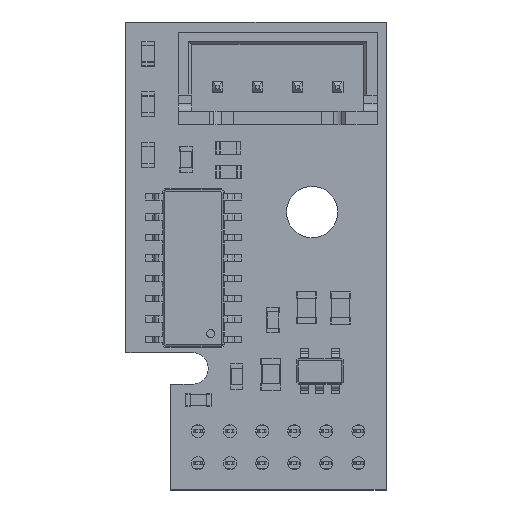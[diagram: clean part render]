
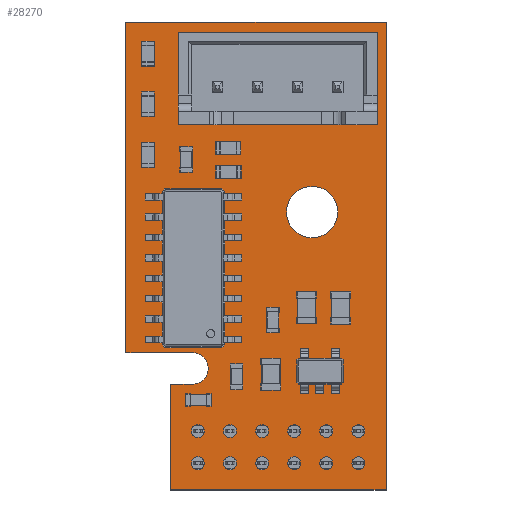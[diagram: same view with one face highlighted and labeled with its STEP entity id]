
A CAD part, top view. The second image highlights one B-rep face of the part: STEP entity #28270.
In plain terms, the highlighted planar face has unit normal (0, 0, 1).
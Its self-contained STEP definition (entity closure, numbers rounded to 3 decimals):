
#27938 = VERTEX_POINT('',#27939);
#27939 = CARTESIAN_POINT('',(41.2,-49.15,1.51));
#27945 = EDGE_CURVE('',#27938,#27946,#27948,.T.);
#27946 = VERTEX_POINT('',#27947);
#27947 = CARTESIAN_POINT('',(27.77,-49.15,1.51));
#27948 = LINE('',#27949,#27950);
#27949 = CARTESIAN_POINT('',(41.2,-49.15,1.51));
#27950 = VECTOR('',#27951,1.);
#27951 = DIRECTION('',(-1.,0.,0.));
#27978 = VERTEX_POINT('',#27979);
#27979 = CARTESIAN_POINT('',(41.2,-20.,1.51));
#27985 = EDGE_CURVE('',#27978,#27938,#27986,.T.);
#27986 = LINE('',#27987,#27988);
#27987 = CARTESIAN_POINT('',(41.2,-20.,1.51));
#27988 = VECTOR('',#27989,1.);
#27989 = DIRECTION('',(0.,-1.,0.));
#28007 = EDGE_CURVE('',#27946,#28008,#28010,.T.);
#28008 = VERTEX_POINT('',#28009);
#28009 = CARTESIAN_POINT('',(27.77,-42.56,1.51));
#28010 = LINE('',#28011,#28012);
#28011 = CARTESIAN_POINT('',(27.77,-49.15,1.51));
#28012 = VECTOR('',#28013,1.);
#28013 = DIRECTION('',(0.,1.,0.));
#28270 = ADVANCED_FACE('',(#28271,#28315,#28326,#28337,#28348,#28359,
    #28370,#28381,#28392,#28403,#28414,#28425,#28436,#28447,#28458,
    #28469,#28480,#28491),#28502,.T.);
#28271 = FACE_BOUND('',#28272,.T.);
#28272 = EDGE_LOOP('',(#28273,#28274,#28275,#28283,#28291,#28299,#28308,
    #28314));
#28273 = ORIENTED_EDGE('',*,*,#27945,.F.);
#28274 = ORIENTED_EDGE('',*,*,#27985,.F.);
#28275 = ORIENTED_EDGE('',*,*,#28276,.F.);
#28276 = EDGE_CURVE('',#28277,#27978,#28279,.T.);
#28277 = VERTEX_POINT('',#28278);
#28278 = CARTESIAN_POINT('',(25.,-20.,1.51));
#28279 = LINE('',#28280,#28281);
#28280 = CARTESIAN_POINT('',(25.,-20.,1.51));
#28281 = VECTOR('',#28282,1.);
#28282 = DIRECTION('',(1.,0.,0.));
#28283 = ORIENTED_EDGE('',*,*,#28284,.F.);
#28284 = EDGE_CURVE('',#28285,#28277,#28287,.T.);
#28285 = VERTEX_POINT('',#28286);
#28286 = CARTESIAN_POINT('',(25.,-40.6,1.51));
#28287 = LINE('',#28288,#28289);
#28288 = CARTESIAN_POINT('',(25.,-40.6,1.51));
#28289 = VECTOR('',#28290,1.);
#28290 = DIRECTION('',(0.,1.,0.));
#28291 = ORIENTED_EDGE('',*,*,#28292,.F.);
#28292 = EDGE_CURVE('',#28293,#28285,#28295,.T.);
#28293 = VERTEX_POINT('',#28294);
#28294 = CARTESIAN_POINT('',(29.14,-40.6,1.51));
#28295 = LINE('',#28296,#28297);
#28296 = CARTESIAN_POINT('',(29.14,-40.6,1.51));
#28297 = VECTOR('',#28298,1.);
#28298 = DIRECTION('',(-1.,0.,0.));
#28299 = ORIENTED_EDGE('',*,*,#28300,.F.);
#28300 = EDGE_CURVE('',#28301,#28293,#28303,.T.);
#28301 = VERTEX_POINT('',#28302);
#28302 = CARTESIAN_POINT('',(29.139,-42.56,1.51));
#28303 = CIRCLE('',#28304,0.98);
#28304 = AXIS2_PLACEMENT_3D('',#28305,#28306,#28307);
#28305 = CARTESIAN_POINT('',(29.139,-41.58,1.51));
#28306 = DIRECTION('',(0.,0.,1.));
#28307 = DIRECTION('',(-0.001,-1.,0.));
#28308 = ORIENTED_EDGE('',*,*,#28309,.F.);
#28309 = EDGE_CURVE('',#28008,#28301,#28310,.T.);
#28310 = LINE('',#28311,#28312);
#28311 = CARTESIAN_POINT('',(27.77,-42.56,1.51));
#28312 = VECTOR('',#28313,1.);
#28313 = DIRECTION('',(1.,0.,0.));
#28314 = ORIENTED_EDGE('',*,*,#28007,.F.);
#28315 = FACE_BOUND('',#28316,.T.);
#28316 = EDGE_LOOP('',(#28317));
#28317 = ORIENTED_EDGE('',*,*,#28318,.T.);
#28318 = EDGE_CURVE('',#28319,#28319,#28321,.T.);
#28319 = VERTEX_POINT('',#28320);
#28320 = CARTESIAN_POINT('',(29.48,-47.88,1.51));
#28321 = CIRCLE('',#28322,0.4);
#28322 = AXIS2_PLACEMENT_3D('',#28323,#28324,#28325);
#28323 = CARTESIAN_POINT('',(29.48,-47.48,1.51));
#28324 = DIRECTION('',(-0.,0.,-1.));
#28325 = DIRECTION('',(0.,-1.,-0.));
#28326 = FACE_BOUND('',#28327,.T.);
#28327 = EDGE_LOOP('',(#28328));
#28328 = ORIENTED_EDGE('',*,*,#28329,.T.);
#28329 = EDGE_CURVE('',#28330,#28330,#28332,.T.);
#28330 = VERTEX_POINT('',#28331);
#28331 = CARTESIAN_POINT('',(29.48,-45.88,1.51));
#28332 = CIRCLE('',#28333,0.4);
#28333 = AXIS2_PLACEMENT_3D('',#28334,#28335,#28336);
#28334 = CARTESIAN_POINT('',(29.48,-45.48,1.51));
#28335 = DIRECTION('',(-0.,0.,-1.));
#28336 = DIRECTION('',(0.,-1.,-0.));
#28337 = FACE_BOUND('',#28338,.T.);
#28338 = EDGE_LOOP('',(#28339));
#28339 = ORIENTED_EDGE('',*,*,#28340,.T.);
#28340 = EDGE_CURVE('',#28341,#28341,#28343,.T.);
#28341 = VERTEX_POINT('',#28342);
#28342 = CARTESIAN_POINT('',(31.48,-47.88,1.51));
#28343 = CIRCLE('',#28344,0.4);
#28344 = AXIS2_PLACEMENT_3D('',#28345,#28346,#28347);
#28345 = CARTESIAN_POINT('',(31.48,-47.48,1.51));
#28346 = DIRECTION('',(-0.,0.,-1.));
#28347 = DIRECTION('',(0.,-1.,-0.));
#28348 = FACE_BOUND('',#28349,.T.);
#28349 = EDGE_LOOP('',(#28350));
#28350 = ORIENTED_EDGE('',*,*,#28351,.T.);
#28351 = EDGE_CURVE('',#28352,#28352,#28354,.T.);
#28352 = VERTEX_POINT('',#28353);
#28353 = CARTESIAN_POINT('',(31.48,-45.88,1.51));
#28354 = CIRCLE('',#28355,0.4);
#28355 = AXIS2_PLACEMENT_3D('',#28356,#28357,#28358);
#28356 = CARTESIAN_POINT('',(31.48,-45.48,1.51));
#28357 = DIRECTION('',(-0.,0.,-1.));
#28358 = DIRECTION('',(0.,-1.,-0.));
#28359 = FACE_BOUND('',#28360,.T.);
#28360 = EDGE_LOOP('',(#28361));
#28361 = ORIENTED_EDGE('',*,*,#28362,.T.);
#28362 = EDGE_CURVE('',#28363,#28363,#28365,.T.);
#28363 = VERTEX_POINT('',#28364);
#28364 = CARTESIAN_POINT('',(33.48,-47.88,1.51));
#28365 = CIRCLE('',#28366,0.4);
#28366 = AXIS2_PLACEMENT_3D('',#28367,#28368,#28369);
#28367 = CARTESIAN_POINT('',(33.48,-47.48,1.51));
#28368 = DIRECTION('',(-0.,0.,-1.));
#28369 = DIRECTION('',(0.,-1.,0.));
#28370 = FACE_BOUND('',#28371,.T.);
#28371 = EDGE_LOOP('',(#28372));
#28372 = ORIENTED_EDGE('',*,*,#28373,.T.);
#28373 = EDGE_CURVE('',#28374,#28374,#28376,.T.);
#28374 = VERTEX_POINT('',#28375);
#28375 = CARTESIAN_POINT('',(33.48,-45.88,1.51));
#28376 = CIRCLE('',#28377,0.4);
#28377 = AXIS2_PLACEMENT_3D('',#28378,#28379,#28380);
#28378 = CARTESIAN_POINT('',(33.48,-45.48,1.51));
#28379 = DIRECTION('',(-0.,0.,-1.));
#28380 = DIRECTION('',(0.,-1.,0.));
#28381 = FACE_BOUND('',#28382,.T.);
#28382 = EDGE_LOOP('',(#28383));
#28383 = ORIENTED_EDGE('',*,*,#28384,.T.);
#28384 = EDGE_CURVE('',#28385,#28385,#28387,.T.);
#28385 = VERTEX_POINT('',#28386);
#28386 = CARTESIAN_POINT('',(35.48,-47.88,1.51));
#28387 = CIRCLE('',#28388,0.4);
#28388 = AXIS2_PLACEMENT_3D('',#28389,#28390,#28391);
#28389 = CARTESIAN_POINT('',(35.48,-47.48,1.51));
#28390 = DIRECTION('',(-0.,0.,-1.));
#28391 = DIRECTION('',(0.,-1.,0.));
#28392 = FACE_BOUND('',#28393,.T.);
#28393 = EDGE_LOOP('',(#28394));
#28394 = ORIENTED_EDGE('',*,*,#28395,.T.);
#28395 = EDGE_CURVE('',#28396,#28396,#28398,.T.);
#28396 = VERTEX_POINT('',#28397);
#28397 = CARTESIAN_POINT('',(35.48,-45.88,1.51));
#28398 = CIRCLE('',#28399,0.4);
#28399 = AXIS2_PLACEMENT_3D('',#28400,#28401,#28402);
#28400 = CARTESIAN_POINT('',(35.48,-45.48,1.51));
#28401 = DIRECTION('',(-0.,0.,-1.));
#28402 = DIRECTION('',(0.,-1.,0.));
#28403 = FACE_BOUND('',#28404,.T.);
#28404 = EDGE_LOOP('',(#28405));
#28405 = ORIENTED_EDGE('',*,*,#28406,.T.);
#28406 = EDGE_CURVE('',#28407,#28407,#28409,.T.);
#28407 = VERTEX_POINT('',#28408);
#28408 = CARTESIAN_POINT('',(37.48,-47.88,1.51));
#28409 = CIRCLE('',#28410,0.4);
#28410 = AXIS2_PLACEMENT_3D('',#28411,#28412,#28413);
#28411 = CARTESIAN_POINT('',(37.48,-47.48,1.51));
#28412 = DIRECTION('',(-0.,0.,-1.));
#28413 = DIRECTION('',(0.,-1.,0.));
#28414 = FACE_BOUND('',#28415,.T.);
#28415 = EDGE_LOOP('',(#28416));
#28416 = ORIENTED_EDGE('',*,*,#28417,.T.);
#28417 = EDGE_CURVE('',#28418,#28418,#28420,.T.);
#28418 = VERTEX_POINT('',#28419);
#28419 = CARTESIAN_POINT('',(37.48,-45.88,1.51));
#28420 = CIRCLE('',#28421,0.4);
#28421 = AXIS2_PLACEMENT_3D('',#28422,#28423,#28424);
#28422 = CARTESIAN_POINT('',(37.48,-45.48,1.51));
#28423 = DIRECTION('',(-0.,0.,-1.));
#28424 = DIRECTION('',(0.,-1.,0.));
#28425 = FACE_BOUND('',#28426,.T.);
#28426 = EDGE_LOOP('',(#28427));
#28427 = ORIENTED_EDGE('',*,*,#28428,.T.);
#28428 = EDGE_CURVE('',#28429,#28429,#28431,.T.);
#28429 = VERTEX_POINT('',#28430);
#28430 = CARTESIAN_POINT('',(39.48,-47.88,1.51));
#28431 = CIRCLE('',#28432,0.4);
#28432 = AXIS2_PLACEMENT_3D('',#28433,#28434,#28435);
#28433 = CARTESIAN_POINT('',(39.48,-47.48,1.51));
#28434 = DIRECTION('',(-0.,0.,-1.));
#28435 = DIRECTION('',(0.,-1.,0.));
#28436 = FACE_BOUND('',#28437,.T.);
#28437 = EDGE_LOOP('',(#28438));
#28438 = ORIENTED_EDGE('',*,*,#28439,.T.);
#28439 = EDGE_CURVE('',#28440,#28440,#28442,.T.);
#28440 = VERTEX_POINT('',#28441);
#28441 = CARTESIAN_POINT('',(39.48,-45.88,1.51));
#28442 = CIRCLE('',#28443,0.4);
#28443 = AXIS2_PLACEMENT_3D('',#28444,#28445,#28446);
#28444 = CARTESIAN_POINT('',(39.48,-45.48,1.51));
#28445 = DIRECTION('',(-0.,0.,-1.));
#28446 = DIRECTION('',(0.,-1.,0.));
#28447 = FACE_BOUND('',#28448,.T.);
#28448 = EDGE_LOOP('',(#28449));
#28449 = ORIENTED_EDGE('',*,*,#28450,.T.);
#28450 = EDGE_CURVE('',#28451,#28451,#28453,.T.);
#28451 = VERTEX_POINT('',#28452);
#28452 = CARTESIAN_POINT('',(30.7,-24.535,1.51));
#28453 = CIRCLE('',#28454,0.475);
#28454 = AXIS2_PLACEMENT_3D('',#28455,#28456,#28457);
#28455 = CARTESIAN_POINT('',(30.7,-24.06,1.51));
#28456 = DIRECTION('',(-0.,0.,-1.));
#28457 = DIRECTION('',(0.,-1.,0.));
#28458 = FACE_BOUND('',#28459,.T.);
#28459 = EDGE_LOOP('',(#28460));
#28460 = ORIENTED_EDGE('',*,*,#28461,.T.);
#28461 = EDGE_CURVE('',#28462,#28462,#28464,.T.);
#28462 = VERTEX_POINT('',#28463);
#28463 = CARTESIAN_POINT('',(33.2,-24.535,1.51));
#28464 = CIRCLE('',#28465,0.475);
#28465 = AXIS2_PLACEMENT_3D('',#28466,#28467,#28468);
#28466 = CARTESIAN_POINT('',(33.2,-24.06,1.51));
#28467 = DIRECTION('',(-0.,0.,-1.));
#28468 = DIRECTION('',(-0.,-1.,0.));
#28469 = FACE_BOUND('',#28470,.T.);
#28470 = EDGE_LOOP('',(#28471));
#28471 = ORIENTED_EDGE('',*,*,#28472,.T.);
#28472 = EDGE_CURVE('',#28473,#28473,#28475,.T.);
#28473 = VERTEX_POINT('',#28474);
#28474 = CARTESIAN_POINT('',(36.6,-33.44,1.51));
#28475 = CIRCLE('',#28476,1.6);
#28476 = AXIS2_PLACEMENT_3D('',#28477,#28478,#28479);
#28477 = CARTESIAN_POINT('',(36.6,-31.84,1.51));
#28478 = DIRECTION('',(-0.,0.,-1.));
#28479 = DIRECTION('',(-0.,-1.,0.));
#28480 = FACE_BOUND('',#28481,.T.);
#28481 = EDGE_LOOP('',(#28482));
#28482 = ORIENTED_EDGE('',*,*,#28483,.T.);
#28483 = EDGE_CURVE('',#28484,#28484,#28486,.T.);
#28484 = VERTEX_POINT('',#28485);
#28485 = CARTESIAN_POINT('',(35.7,-24.535,1.51));
#28486 = CIRCLE('',#28487,0.475);
#28487 = AXIS2_PLACEMENT_3D('',#28488,#28489,#28490);
#28488 = CARTESIAN_POINT('',(35.7,-24.06,1.51));
#28489 = DIRECTION('',(-0.,0.,-1.));
#28490 = DIRECTION('',(-0.,-1.,0.));
#28491 = FACE_BOUND('',#28492,.T.);
#28492 = EDGE_LOOP('',(#28493));
#28493 = ORIENTED_EDGE('',*,*,#28494,.T.);
#28494 = EDGE_CURVE('',#28495,#28495,#28497,.T.);
#28495 = VERTEX_POINT('',#28496);
#28496 = CARTESIAN_POINT('',(38.2,-24.535,1.51));
#28497 = CIRCLE('',#28498,0.475);
#28498 = AXIS2_PLACEMENT_3D('',#28499,#28500,#28501);
#28499 = CARTESIAN_POINT('',(38.2,-24.06,1.51));
#28500 = DIRECTION('',(-0.,0.,-1.));
#28501 = DIRECTION('',(-0.,-1.,0.));
#28502 = PLANE('',#28503);
#28503 = AXIS2_PLACEMENT_3D('',#28504,#28505,#28506);
#28504 = CARTESIAN_POINT('',(0.,0.,1.51));
#28505 = DIRECTION('',(0.,0.,1.));
#28506 = DIRECTION('',(1.,0.,-0.));
